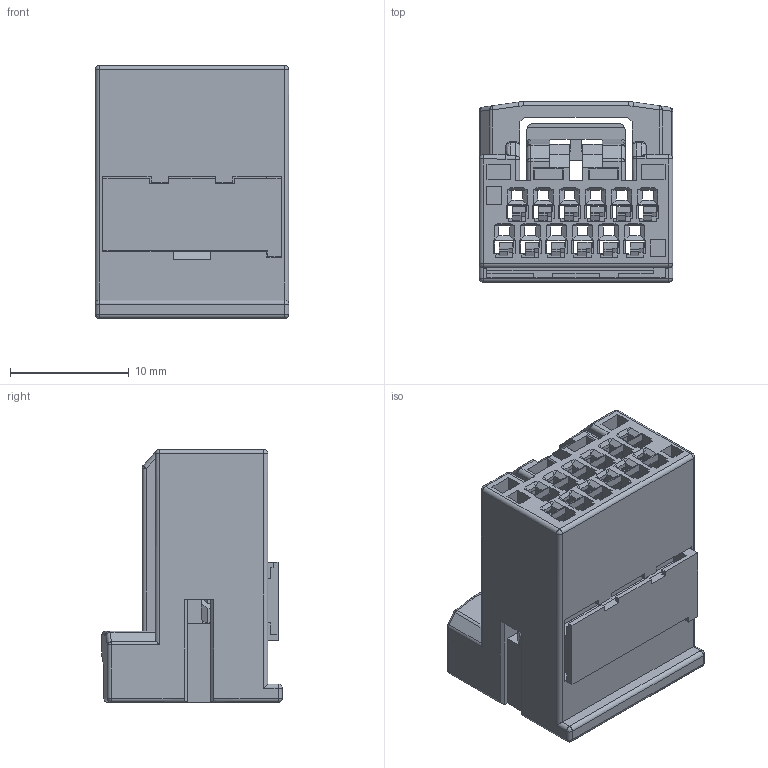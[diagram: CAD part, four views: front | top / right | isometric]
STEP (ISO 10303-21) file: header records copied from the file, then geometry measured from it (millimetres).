
FILE_DESCRIPTION( ('This file contains a STEP AP42 implementation' ,'as created by ZW3D STEP Interface translator.') ,'2;1' );
FILE_NAME( '72230-2FC012AB00BA1.stp' ,'231026.173025', (''), ('ZWCAD Software Co.'), 'Version 1.0', 'ZW3D to STEP translator', '' );
FILE_SCHEMA(('AUTOMOTIVE_DESIGN { 1 0 10303 214 1 1 1 1 }'));
Length unit declared in the file: millimetre
Products named in the file (2): 0; 72230-2FC012AB00BA1
Bounding box: 16.3 x 15.2 x 21.3 mm (x, y, z)
Volume: 2106.3 mm3; surface area: 5177.5 mm2
Topology: 2 solids, 2 shells, 1161 faces, 3412 edges, 2216 vertices
Faces by surface type: plane 1020, cylinder 65, bspline 51, sphere 25
Entity records: 48415 total; most frequent: CARTESIAN_POINT 21580, ORIENTED_EDGE 6824, EDGE_CURVE 3412, DIRECTION 3093, B_SPLINE_CURVE_WITH_KNOTS 2570, VERTEX_POINT 2216, EDGE_LOOP 1240, FACE_OUTER_BOUND 1161
